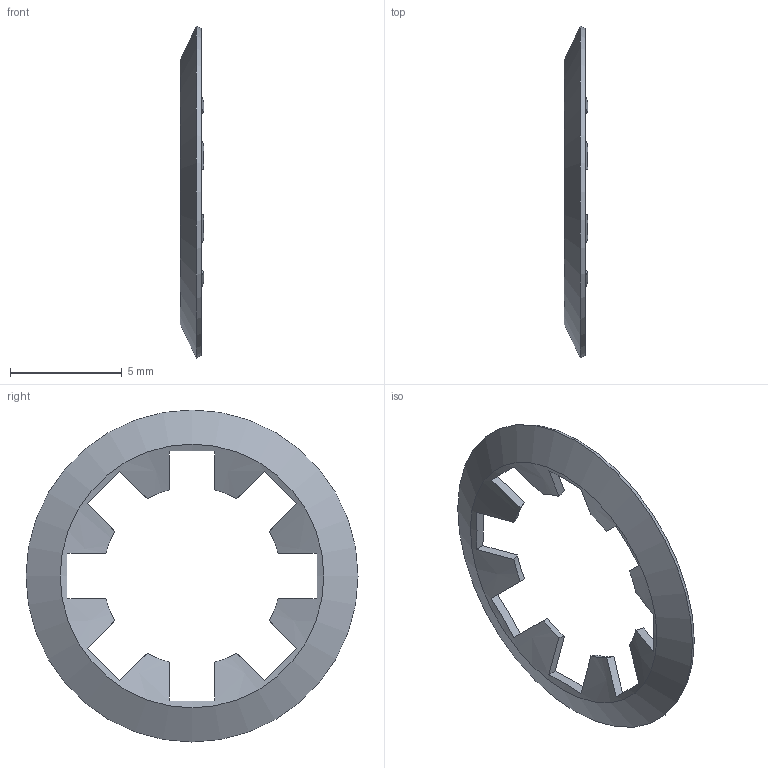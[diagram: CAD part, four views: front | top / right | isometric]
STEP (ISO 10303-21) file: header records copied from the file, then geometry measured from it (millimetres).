
FILE_DESCRIPTION(/* description */ (''),/* implementation_level */ '2;1');
FILE_NAME(/* name */ '8mm spring clip.ipt.step',/* time_stamp */ '2014-01-07T11:01:05-08:00',/* author */ ('Philip'),/* organization */ (''),/* preprocessor_version */ 'ST-DEVELOPER v15.2',/* originating_system */ 'Autodesk Inventor 2014',/* authorisation */ '');
FILE_SCHEMA (('CONFIG_CONTROL_DESIGN','AUTOMOTIVE_DESIGN { 1 0 10303 214 3 1 1 }'));
Length unit declared in the file: inch
Products named in the file (1): 8mm spring clip
Bounding box: 1.07 x 14.83 x 14.83 mm (x, y, z)
Volume: 37.3 mm3; surface area: 234.1 mm2
Topology: 1 solids, 1 shells, 38 faces, 111 edges, 74 vertices
Faces by surface type: plane 25, cone 13
Entity records: 1211 total; most frequent: CARTESIAN_POINT 369, ORIENTED_EDGE 210, DIRECTION 136, EDGE_CURVE 105, VERTEX_POINT 73, AXIS2_PLACEMENT_3D 60, EDGE_LOOP 44, FACE_OUTER_BOUND 38
